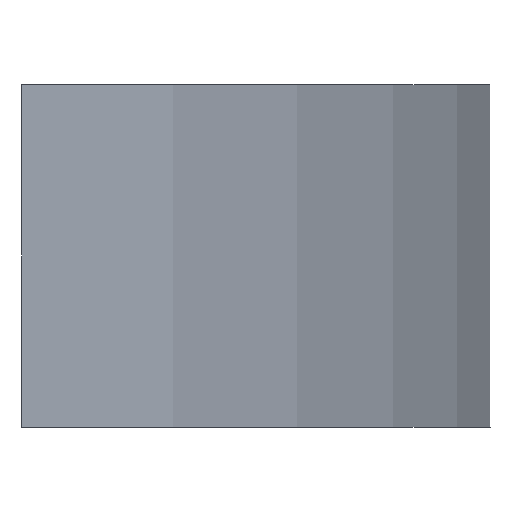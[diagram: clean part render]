
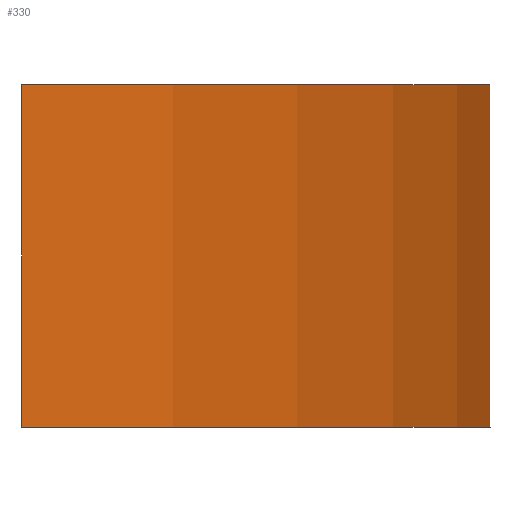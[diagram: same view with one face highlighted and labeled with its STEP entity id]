
A CAD part, left-side view. The second image highlights one B-rep face of the part: STEP entity #330.
In plain terms, the highlighted cylindrical face has radius 50 mm (diameter 100 mm), a partial arc.
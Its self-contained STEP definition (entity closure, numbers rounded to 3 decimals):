
#18=CYLINDRICAL_SURFACE('',#370,50.);
#19=CIRCLE('',#369,50.);
#20=CIRCLE('',#371,50.);
#37=FACE_OUTER_BOUND('',#56,.T.);
#56=EDGE_LOOP('',(#274,#275,#276,#277));
#99=LINE('',#541,#139);
#100=LINE('',#544,#140);
#139=VECTOR('',#449,10.);
#140=VECTOR('',#452,10.);
#166=VERTEX_POINT('',#535);
#167=VERTEX_POINT('',#536);
#168=VERTEX_POINT('',#540);
#169=VERTEX_POINT('',#542);
#207=EDGE_CURVE('',#167,#166,#19,.T.);
#208=EDGE_CURVE('',#168,#167,#99,.T.);
#209=EDGE_CURVE('',#169,#168,#20,.T.);
#210=EDGE_CURVE('',#166,#169,#100,.T.);
#274=ORIENTED_EDGE('',*,*,#208,.F.);
#275=ORIENTED_EDGE('',*,*,#209,.F.);
#276=ORIENTED_EDGE('',*,*,#210,.F.);
#277=ORIENTED_EDGE('',*,*,#207,.F.);
#330=ADVANCED_FACE('',(#37),#18,.T.);
#369=AXIS2_PLACEMENT_3D('',#538,#445,#446);
#370=AXIS2_PLACEMENT_3D('',#539,#447,#448);
#371=AXIS2_PLACEMENT_3D('',#543,#450,#451);
#445=DIRECTION('center_axis',(0.,0.,-1.));
#446=DIRECTION('ref_axis',(-0.683,-0.73,0.));
#447=DIRECTION('center_axis',(0.,0.,1.));
#448=DIRECTION('ref_axis',(-0.683,-0.73,0.));
#449=DIRECTION('',(0.,0.,-1.));
#450=DIRECTION('center_axis',(0.,0.,1.));
#451=DIRECTION('ref_axis',(-0.683,-0.73,0.));
#452=DIRECTION('',(0.,0.,1.));
#535=CARTESIAN_POINT('',(-34.172,-36.5,-4.9));
#536=CARTESIAN_POINT('',(34.172,-36.5,-4.9));
#538=CARTESIAN_POINT('Origin',(0.,0.,-4.9));
#539=CARTESIAN_POINT('Origin',(0.,0.,0.));
#540=CARTESIAN_POINT('',(34.172,-36.5,4.9));
#541=CARTESIAN_POINT('',(34.172,-36.5,0.));
#542=CARTESIAN_POINT('',(-34.172,-36.5,4.9));
#543=CARTESIAN_POINT('Origin',(0.,0.,4.9));
#544=CARTESIAN_POINT('',(-34.172,-36.5,0.));
